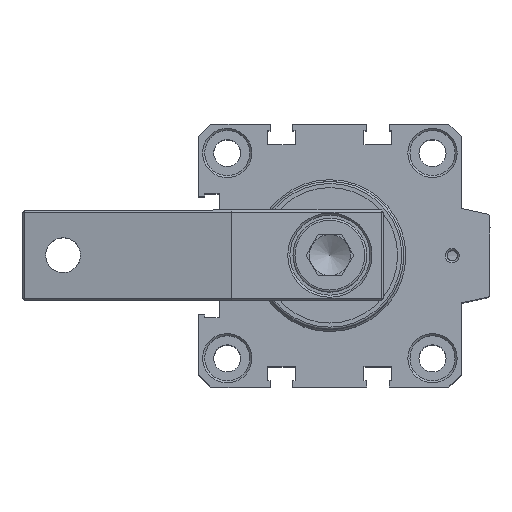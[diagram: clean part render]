
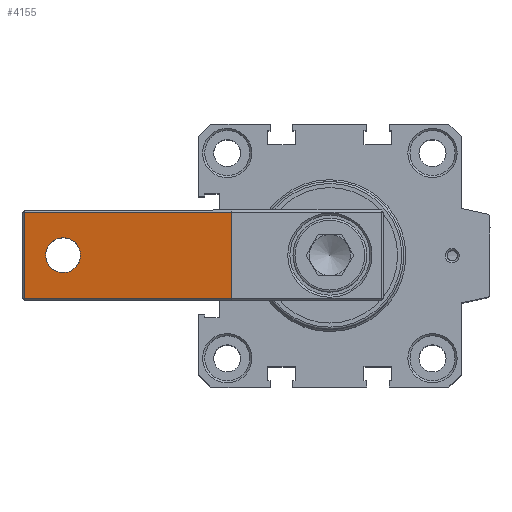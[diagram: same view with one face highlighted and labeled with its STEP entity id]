
A CAD part, top view. The second image highlights one B-rep face of the part: STEP entity #4155.
In plain terms, the highlighted planar face has unit normal (-0.174, 0, 0.985).
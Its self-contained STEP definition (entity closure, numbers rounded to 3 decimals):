
#100=ELLIPSE('',#4458,4.316,4.25);
#101=ELLIPSE('',#4459,4.316,4.25);
#160=FACE_BOUND('',#661,.T.);
#426=FACE_OUTER_BOUND('',#660,.T.);
#660=EDGE_LOOP('',(#2825,#2826,#2827,#2828));
#661=EDGE_LOOP('',(#2829,#2830));
#940=LINE('',#6279,#1324);
#965=LINE('',#6341,#1349);
#966=LINE('',#6343,#1350);
#967=LINE('',#6344,#1351);
#1324=VECTOR('',#4953,1000.);
#1349=VECTOR('',#5010,1000.);
#1350=VECTOR('',#5011,1000.);
#1351=VECTOR('',#5012,1000.);
#1697=VERTEX_POINT('',#6276);
#1698=VERTEX_POINT('',#6278);
#1719=VERTEX_POINT('',#6340);
#1720=VERTEX_POINT('',#6342);
#1721=VERTEX_POINT('',#6345);
#1722=VERTEX_POINT('',#6346);
#2132=EDGE_CURVE('',#1697,#1698,#940,.T.);
#2163=EDGE_CURVE('',#1697,#1719,#965,.T.);
#2164=EDGE_CURVE('',#1719,#1720,#966,.T.);
#2165=EDGE_CURVE('',#1720,#1698,#967,.T.);
#2166=EDGE_CURVE('',#1721,#1722,#100,.T.);
#2167=EDGE_CURVE('',#1722,#1721,#101,.T.);
#2825=ORIENTED_EDGE('',*,*,#2132,.F.);
#2826=ORIENTED_EDGE('',*,*,#2163,.T.);
#2827=ORIENTED_EDGE('',*,*,#2164,.T.);
#2828=ORIENTED_EDGE('',*,*,#2165,.T.);
#2829=ORIENTED_EDGE('',*,*,#2166,.T.);
#2830=ORIENTED_EDGE('',*,*,#2167,.T.);
#4001=PLANE('',#4457);
#4155=ADVANCED_FACE('',(#426,#160),#4001,.F.);
#4457=AXIS2_PLACEMENT_3D('',#6339,#5008,#5009);
#4458=AXIS2_PLACEMENT_3D('',#6347,#5013,#5014);
#4459=AXIS2_PLACEMENT_3D('',#6348,#5015,#5016);
#4953=DIRECTION('',(0.,-1.,0.));
#5008=DIRECTION('center_axis',(0.174,0.,-0.985));
#5009=DIRECTION('ref_axis',(-0.985,0.,-0.174));
#5010=DIRECTION('',(-0.985,0.,-0.174));
#5011=DIRECTION('',(0.,-1.,0.));
#5012=DIRECTION('',(0.985,0.,0.174));
#5013=DIRECTION('center_axis',(0.174,0.,
-0.985));
#5014=DIRECTION('ref_axis',(0.985,0.,0.174));
#5015=DIRECTION('center_axis',(0.174,0.,
-0.985));
#5016=DIRECTION('ref_axis',(0.985,0.,0.174));
#6276=CARTESIAN_POINT('',(-23.958,10.5,169.6));
#6278=CARTESIAN_POINT('',(-23.958,-10.5,169.6));
#6279=CARTESIAN_POINT('',(-23.958,11.,169.6));
#6339=CARTESIAN_POINT('Origin',(-75.,11.,160.6));
#6340=CARTESIAN_POINT('',(-74.508,10.5,160.687));
#6341=CARTESIAN_POINT('',(-75.,10.5,160.6));
#6342=CARTESIAN_POINT('',(-74.508,-10.5,160.687));
#6343=CARTESIAN_POINT('',(-74.508,-11.,160.687));
#6344=CARTESIAN_POINT('',(-75.,-10.5,160.6));
#6345=CARTESIAN_POINT('',(-60.75,0.,163.113));
#6346=CARTESIAN_POINT('',(-69.25,0.,161.614));
#6347=CARTESIAN_POINT('Origin',(-65.,0.,162.363));
#6348=CARTESIAN_POINT('Origin',(-65.,0.,162.363));
